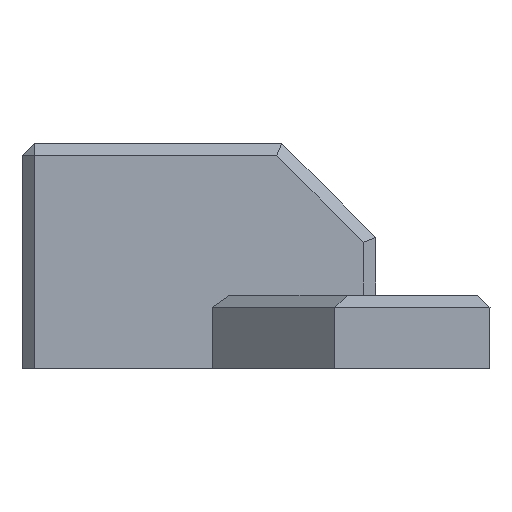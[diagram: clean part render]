
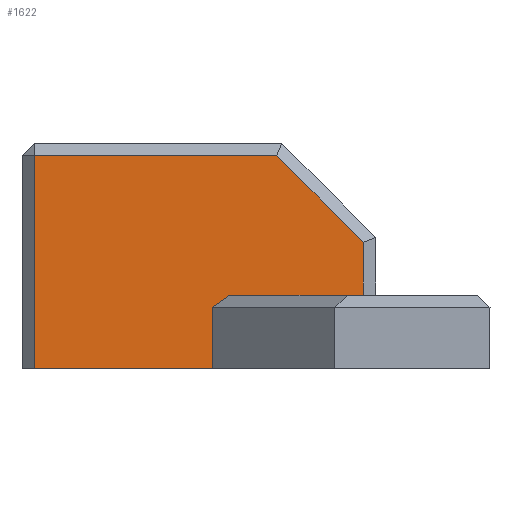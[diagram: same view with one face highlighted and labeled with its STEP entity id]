
A CAD part, front view. The second image highlights one B-rep face of the part: STEP entity #1622.
In plain terms, the highlighted planar face has unit normal (0, -1, 0).
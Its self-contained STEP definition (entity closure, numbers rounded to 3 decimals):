
#44=PLANE('',#1733);
#133=FACE_OUTER_BOUND('',#225,.T.);
#225=EDGE_LOOP('',(#1396,#1397,#1398,#1399,#1400,#1401,#1402,#1403));
#419=LINE('',#5634,#543);
#427=LINE('',#5651,#551);
#439=LINE('',#5676,#563);
#442=LINE('',#5682,#566);
#460=LINE('',#5714,#584);
#462=LINE('',#5719,#586);
#464=LINE('',#5723,#588);
#465=LINE('',#5724,#589);
#543=VECTOR('',#1934,10.);
#551=VECTOR('',#1948,10.);
#563=VECTOR('',#1968,10.);
#566=VECTOR('',#1973,10.);
#584=VECTOR('',#2005,10.);
#586=VECTOR('',#2011,10.);
#588=VECTOR('',#2015,10.);
#589=VECTOR('',#2016,10.);
#729=VERTEX_POINT('',#5631);
#730=VERTEX_POINT('',#5633);
#736=VERTEX_POINT('',#5650);
#743=VERTEX_POINT('',#5669);
#745=VERTEX_POINT('',#5674);
#747=VERTEX_POINT('',#5681);
#755=VERTEX_POINT('',#5718);
#756=VERTEX_POINT('',#5722);
#940=EDGE_CURVE('',#730,#729,#419,.T.);
#948=EDGE_CURVE('',#736,#729,#427,.T.);
#960=EDGE_CURVE('',#745,#743,#439,.T.);
#963=EDGE_CURVE('',#743,#747,#442,.T.);
#981=EDGE_CURVE('',#747,#736,#460,.T.);
#983=EDGE_CURVE('',#730,#755,#462,.F.);
#985=EDGE_CURVE('',#756,#745,#464,.T.);
#986=EDGE_CURVE('',#755,#756,#465,.T.);
#1396=ORIENTED_EDGE('',*,*,#948,.F.);
#1397=ORIENTED_EDGE('',*,*,#981,.F.);
#1398=ORIENTED_EDGE('',*,*,#963,.F.);
#1399=ORIENTED_EDGE('',*,*,#960,.F.);
#1400=ORIENTED_EDGE('',*,*,#985,.F.);
#1401=ORIENTED_EDGE('',*,*,#986,.F.);
#1402=ORIENTED_EDGE('',*,*,#983,.F.);
#1403=ORIENTED_EDGE('',*,*,#940,.T.);
#1622=ADVANCED_FACE('',(#133),#44,.F.);
#1733=AXIS2_PLACEMENT_3D('',#5721,#2013,#2014);
#1934=DIRECTION('',(1.,0.,0.));
#1948=DIRECTION('',(0.,0.,-1.));
#1968=DIRECTION('',(0.,0.,1.));
#1973=DIRECTION('',(1.,0.,0.));
#2005=DIRECTION('',(0.707,0.,-0.707));
#2011=DIRECTION('',(0.816,0.,0.577));
#2013=DIRECTION('center_axis',(0.,1.,0.));
#2014=DIRECTION('ref_axis',(1.,0.,0.));
#2015=DIRECTION('',(-1.,0.,0.));
#2016=DIRECTION('',(0.,0.,-1.));
#5631=CARTESIAN_POINT('',(657.966,159.648,-231.85));
#5633=CARTESIAN_POINT('',(649.777,159.648,-231.85));
#5634=CARTESIAN_POINT('',(647.883,159.648,-231.85));
#5650=CARTESIAN_POINT('',(657.966,159.648,-228.618));
#5651=CARTESIAN_POINT('',(657.966,159.648,-225.429));
#5669=CARTESIAN_POINT('',(637.8,159.648,-223.3));
#5674=CARTESIAN_POINT('',(637.8,159.648,-236.35));
#5676=CARTESIAN_POINT('',(637.8,159.648,-225.05));
#5681=CARTESIAN_POINT('',(652.648,159.648,-223.3));
#5682=CARTESIAN_POINT('',(644.217,159.648,-223.3));
#5714=CARTESIAN_POINT('',(648.452,159.648,-219.103));
#5718=CARTESIAN_POINT('',(648.716,159.648,-232.6));
#5719=CARTESIAN_POINT('',(646.998,159.648,-233.815));
#5721=CARTESIAN_POINT('Origin',(637.05,159.648,-222.55));
#5722=CARTESIAN_POINT('',(648.716,159.648,-236.35));
#5723=CARTESIAN_POINT('',(648.883,159.648,-236.35));
#5724=CARTESIAN_POINT('',(648.716,159.648,-222.55));
